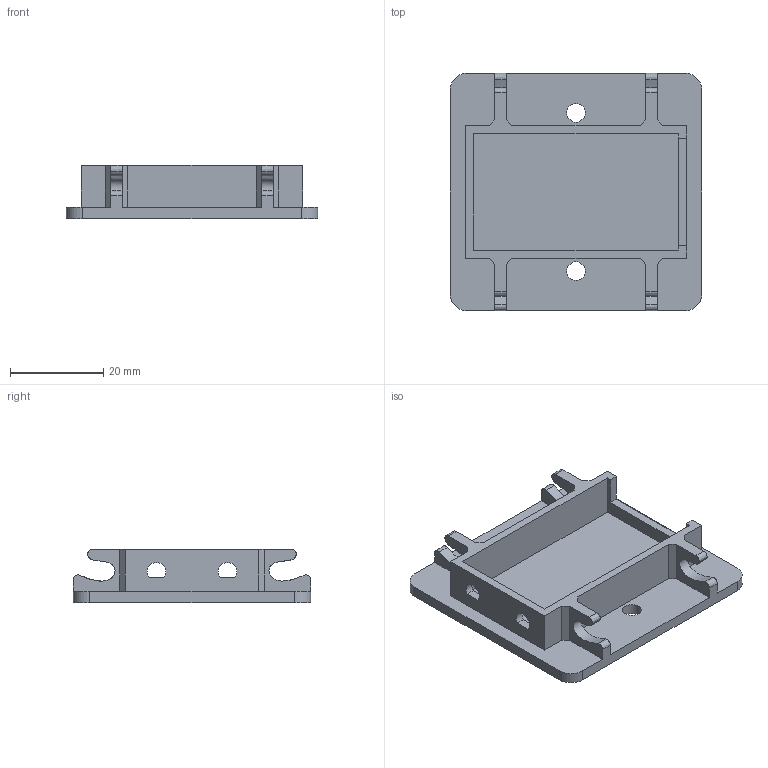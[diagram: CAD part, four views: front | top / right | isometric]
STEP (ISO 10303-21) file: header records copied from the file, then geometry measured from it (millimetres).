
FILE_DESCRIPTION(/* description */ (''),/* implementation_level */ '2;1');
FILE_NAME(/* name */ 'receiverholder v4.stp',/* time_stamp */ '2023-01-01T15:21:07+01:00',/* author */ (''),/* organization */ (''),/* preprocessor_version */ 'ST-DEVELOPER v19.2',/* originating_system */ 'Autodesk Translation Framework v11.17.0.187',/* authorisation */ '');
FILE_SCHEMA (('AUTOMOTIVE_DESIGN { 1 0 10303 214 3 1 1 }'));
Length unit declared in the file: millimetre
Products named in the file (1): receiver_holder
Bounding box: 54 x 51 x 11.4 mm (x, y, z)
Volume: 9215 mm3; surface area: 8865.2 mm2
Topology: 1 solids, 1 shells, 64 faces, 186 edges, 124 vertices
Faces by surface type: plane 44, bspline 12, cylinder 8
Full cylindrical faces by diameter (mm): 4 x2
Entity records: 3029 total; most frequent: CARTESIAN_POINT 1393, ORIENTED_EDGE 372, DIRECTION 268, EDGE_CURVE 186, LINE 130, VECTOR 130, VERTEX_POINT 124, EDGE_LOOP 72
